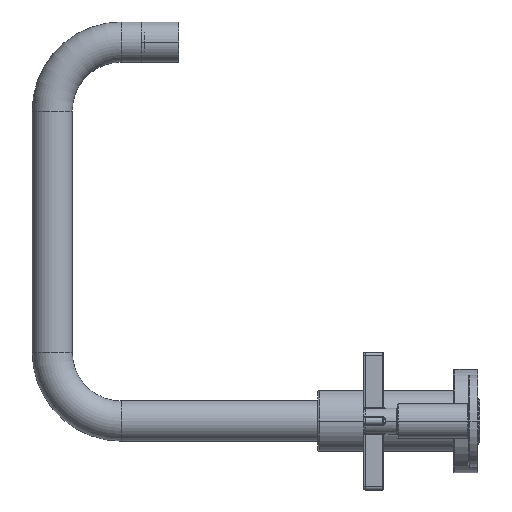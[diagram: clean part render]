
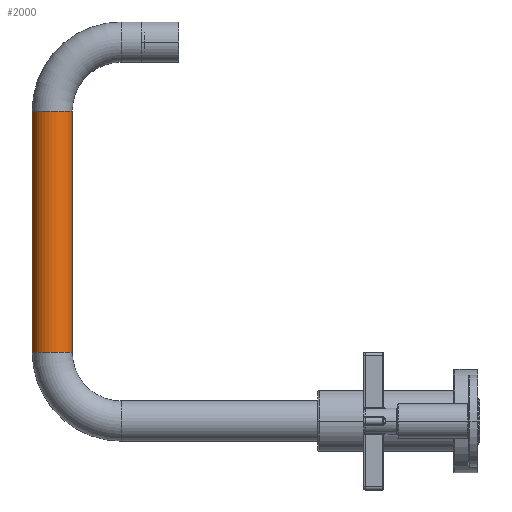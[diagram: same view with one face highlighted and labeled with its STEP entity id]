
A CAD part, left-side view. The second image highlights one B-rep face of the part: STEP entity #2000.
In plain terms, the highlighted cylindrical face has radius 11.113 mm (diameter 22.225 mm), a partial arc.
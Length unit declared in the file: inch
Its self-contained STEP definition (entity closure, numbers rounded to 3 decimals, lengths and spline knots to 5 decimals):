
#1660=DIRECTION('',(0.,0.,1.));
#1661=VECTOR('',#1660,5.25);
#1662=CARTESIAN_POINT('',(0.,5.8475,1.5));
#1663=LINE('',#1662,#1661);
#1664=CARTESIAN_POINT('',(0.,6.285,1.5));
#1665=DIRECTION('',(0.,0.,1.));
#1666=DIRECTION('',(0.,1.,0.));
#1667=AXIS2_PLACEMENT_3D('',#1664,#1665,#1666);
#1669=DIRECTION('',(0.,0.,1.));
#1670=VECTOR('',#1669,5.25);
#1671=CARTESIAN_POINT('',(0.,6.7225,1.5));
#1672=LINE('',#1671,#1670);
#1673=CARTESIAN_POINT('',(0.,6.285,6.75));
#1674=DIRECTION('',(0.,0.,1.));
#1675=DIRECTION('',(0.,1.,0.));
#1676=AXIS2_PLACEMENT_3D('',#1673,#1674,#1675);
#1859=CARTESIAN_POINT('',(0.,5.8475,1.5));
#1860=CARTESIAN_POINT('',(0.,6.7225,1.5));
#1861=VERTEX_POINT('',#1859);
#1862=VERTEX_POINT('',#1860);
#1867=CARTESIAN_POINT('',(0.,5.8475,6.75));
#1868=CARTESIAN_POINT('',(0.,6.7225,6.75));
#1869=VERTEX_POINT('',#1867);
#1870=VERTEX_POINT('',#1868);
#1988=CARTESIAN_POINT('',(0.,6.285,1.5));
#1989=DIRECTION('',(0.,0.,1.));
#1990=DIRECTION('',(0.,-1.,0.));
#1991=AXIS2_PLACEMENT_3D('',#1988,#1989,#1990);
#1992=CYLINDRICAL_SURFACE('',#1991,0.4375);
#1993=ORIENTED_EDGE('',*,*,#1953,.F.);
#1994=ORIENTED_EDGE('',*,*,#1983,.T.);
#1996=ORIENTED_EDGE('',*,*,#1995,.T.);
#1997=ORIENTED_EDGE('',*,*,#1979,.F.);
#1998=EDGE_LOOP('',(#1993,#1994,#1996,#1997));
#1999=FACE_OUTER_BOUND('',#1998,.F.);
#2000=ADVANCED_FACE('',(#1999),#1992,.T.);
#1668=CIRCLE('',#1667,0.4375);
#1677=CIRCLE('',#1676,0.4375);
#1953=EDGE_CURVE('',#1862,#1861,#1668,.T.);
#1979=EDGE_CURVE('',#1861,#1869,#1663,.T.);
#1983=EDGE_CURVE('',#1862,#1870,#1672,.T.);
#1995=EDGE_CURVE('',#1870,#1869,#1677,.T.);
